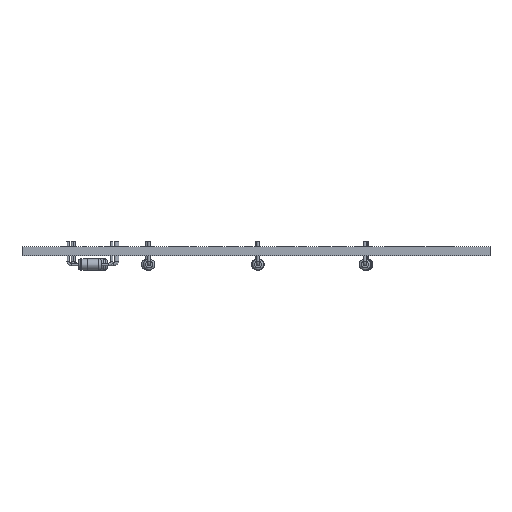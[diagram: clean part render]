
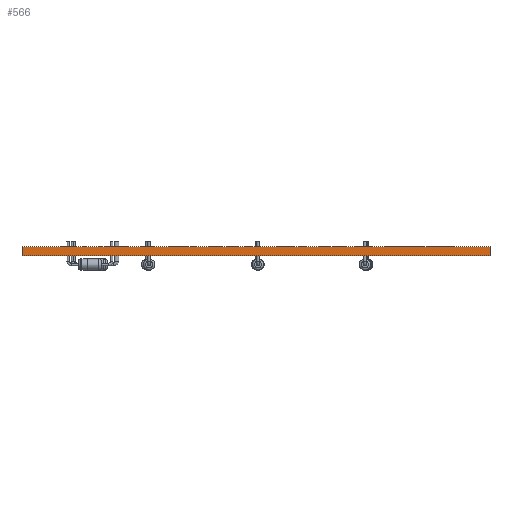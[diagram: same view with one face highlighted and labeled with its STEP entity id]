
A CAD part, front view. The second image highlights one B-rep face of the part: STEP entity #566.
In plain terms, the highlighted planar face has unit normal (0, -1, 0).
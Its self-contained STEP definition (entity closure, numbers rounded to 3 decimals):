
#566 = ADVANCED_FACE('',(#567),#601,.T.);
#567 = FACE_BOUND('',#568,.T.);
#568 = EDGE_LOOP('',(#569,#579,#587,#595));
#569 = ORIENTED_EDGE('',*,*,#570,.T.);
#570 = EDGE_CURVE('',#571,#573,#575,.T.);
#571 = VERTEX_POINT('',#572);
#572 = CARTESIAN_POINT('',(183.896,-164.338,0.));
#573 = VERTEX_POINT('',#574);
#574 = CARTESIAN_POINT('',(183.896,-164.338,1.6));
#575 = LINE('',#576,#577);
#576 = CARTESIAN_POINT('',(183.896,-164.338,0.));
#577 = VECTOR('',#578,1.);
#578 = DIRECTION('',(0.,0.,1.));
#579 = ORIENTED_EDGE('',*,*,#580,.T.);
#580 = EDGE_CURVE('',#573,#581,#583,.T.);
#581 = VERTEX_POINT('',#582);
#582 = CARTESIAN_POINT('',(101.6,-164.338,1.6));
#583 = LINE('',#584,#585);
#584 = CARTESIAN_POINT('',(183.896,-164.338,1.6));
#585 = VECTOR('',#586,1.);
#586 = DIRECTION('',(-1.,0.,0.));
#587 = ORIENTED_EDGE('',*,*,#588,.F.);
#588 = EDGE_CURVE('',#589,#581,#591,.T.);
#589 = VERTEX_POINT('',#590);
#590 = CARTESIAN_POINT('',(101.6,-164.338,0.));
#591 = LINE('',#592,#593);
#592 = CARTESIAN_POINT('',(101.6,-164.338,0.));
#593 = VECTOR('',#594,1.);
#594 = DIRECTION('',(0.,0.,1.));
#595 = ORIENTED_EDGE('',*,*,#596,.F.);
#596 = EDGE_CURVE('',#571,#589,#597,.T.);
#597 = LINE('',#598,#599);
#598 = CARTESIAN_POINT('',(183.896,-164.338,0.));
#599 = VECTOR('',#600,1.);
#600 = DIRECTION('',(-1.,0.,0.));
#601 = PLANE('',#602);
#602 = AXIS2_PLACEMENT_3D('',#603,#604,#605);
#603 = CARTESIAN_POINT('',(183.896,-164.338,0.));
#604 = DIRECTION('',(0.,-1.,0.));
#605 = DIRECTION('',(-1.,0.,0.));
